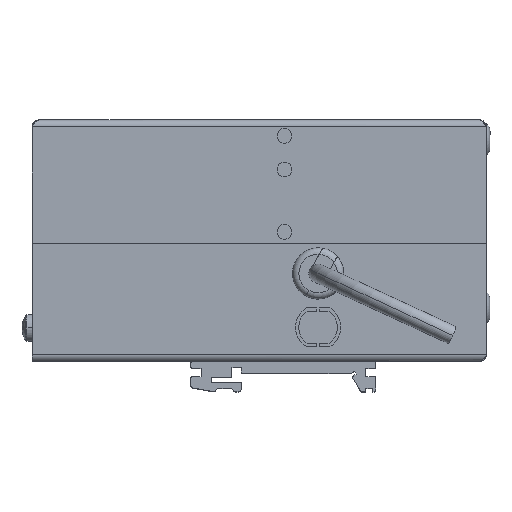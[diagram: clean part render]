
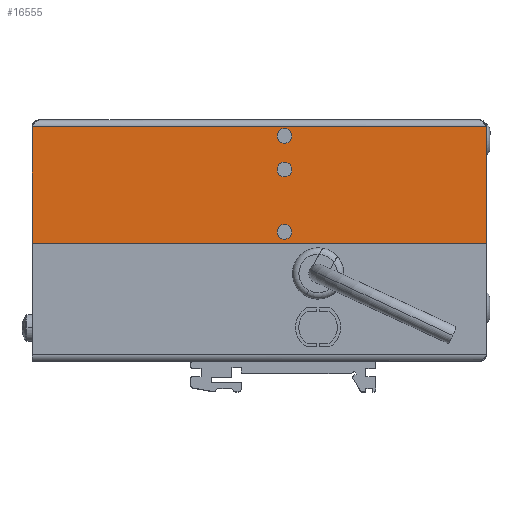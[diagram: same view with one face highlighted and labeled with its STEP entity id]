
A CAD part, top view. The second image highlights one B-rep face of the part: STEP entity #16555.
In plain terms, the highlighted face is planar.
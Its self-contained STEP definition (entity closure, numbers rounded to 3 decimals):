
#1960 = EDGE_LOOP ( 'NONE', ( #112602, #21985 ) ) ;
#4175 = CARTESIAN_POINT ( 'NONE',  ( 67.5, 36.75, -33.3 ) ) ;
#4847 = LINE ( 'NONE', #79775, #99745 ) ;
#6746 = EDGE_CURVE ( 'NONE', #132061, #27713, #101915, .T. ) ;
#8363 = CARTESIAN_POINT ( 'NONE',  ( 7.5, 4.75, -33.3 ) ) ;
#9676 = DIRECTION ( 'NONE',  ( 0., 0., -1. ) ) ;
#11193 = ORIENTED_EDGE ( 'NONE', *, *, #100491, .F. ) ;
#11698 = EDGE_LOOP ( 'NONE', ( #93816, #11193 ) ) ;
#12187 = DIRECTION ( 'NONE',  ( 0., 0., -1. ) ) ;
#15852 = CIRCLE ( 'NONE', #26718, 2.2 ) ;
#16555 = ADVANCED_FACE ( 'NONE', ( #99174, #76216, #38638, #133548 ), #78462, .F. ) ;
#17847 = VERTEX_POINT ( 'NONE', #91661 ) ;
#17849 = CARTESIAN_POINT ( 'NONE',  ( 7.5, 16.95, -33.3 ) ) ;
#19732 = DIRECTION ( 'NONE',  ( 0., 1., 0. ) ) ;
#21985 = ORIENTED_EDGE ( 'NONE', *, *, #77726, .F. ) ;
#22787 = EDGE_CURVE ( 'NONE', #40618, #93662, #130391, .T. ) ;
#25818 = VERTEX_POINT ( 'NONE', #62771 ) ;
#26718 = AXIS2_PLACEMENT_3D ( 'NONE', #84437, #127111, #33265 ) ;
#26889 = CARTESIAN_POINT ( 'NONE',  ( 67.5, 36.75, -33.3 ) ) ;
#27161 = DIRECTION ( 'NONE',  ( 0., 0., -1. ) ) ;
#27713 = VERTEX_POINT ( 'NONE', #17849 ) ;
#28080 = EDGE_LOOP ( 'NONE', ( #51998, #108553 ) ) ;
#28228 = DIRECTION ( 'NONE',  ( 0., 0., 1. ) ) ;
#30362 = CARTESIAN_POINT ( 'NONE',  ( 67.5, 36.75, -33.3 ) ) ;
#32704 = DIRECTION ( 'NONE',  ( 0., 1., 0. ) ) ;
#33265 = DIRECTION ( 'NONE',  ( 0., 1., 0. ) ) ;
#38638 = FACE_BOUND ( 'NONE', #28080, .T. ) ;
#38955 = EDGE_CURVE ( 'NONE', #27713, #132061, #15852, .T. ) ;
#39967 = CARTESIAN_POINT ( 'NONE',  ( 7.5, 2.55, -33.3 ) ) ;
#40618 = VERTEX_POINT ( 'NONE', #120962 ) ;
#43258 = VERTEX_POINT ( 'NONE', #83199 ) ;
#47536 = CIRCLE ( 'NONE', #91598, 2.2 ) ;
#49289 = CARTESIAN_POINT ( 'NONE',  ( 7.5, 31.05, -33.3 ) ) ;
#50738 = ORIENTED_EDGE ( 'NONE', *, *, #62829, .T. ) ;
#50754 = CIRCLE ( 'NONE', #67974, 2.2 ) ;
#51998 = ORIENTED_EDGE ( 'NONE', *, *, #38955, .F. ) ;
#58362 = LINE ( 'NONE', #59837, #120872 ) ;
#59837 = CARTESIAN_POINT ( 'NONE',  ( 67.5, 2., -33.3 ) ) ;
#60951 = CIRCLE ( 'NONE', #85885, 2.2 ) ;
#61033 = EDGE_CURVE ( 'NONE', #72856, #88161, #60951, .T. ) ;
#61215 = EDGE_CURVE ( 'NONE', #25818, #88909, #79008, .T. ) ;
#62207 = AXIS2_PLACEMENT_3D ( 'NONE', #26889, #28228, #110559 ) ;
#62771 = CARTESIAN_POINT ( 'NONE',  ( -67.5, 36.75, -33.3 ) ) ;
#62829 = EDGE_CURVE ( 'NONE', #43258, #25818, #4847, .T. ) ;
#64409 = DIRECTION ( 'NONE',  ( 0., 0., -1. ) ) ;
#66755 = ORIENTED_EDGE ( 'NONE', *, *, #125546, .T. ) ;
#67974 = AXIS2_PLACEMENT_3D ( 'NONE', #89731, #27161, #82804 ) ;
#68246 = DIRECTION ( 'NONE',  ( 0., 1., 0. ) ) ;
#71392 = CARTESIAN_POINT ( 'NONE',  ( 7.5, 35.45, -33.3 ) ) ;
#72856 = VERTEX_POINT ( 'NONE', #71392 ) ;
#74068 = AXIS2_PLACEMENT_3D ( 'NONE', #100380, #99461, #68246 ) ;
#74414 = EDGE_LOOP ( 'NONE', ( #94517, #50738, #128641, #66755 ) ) ;
#76100 = VECTOR ( 'NONE', #98580, 1000. ) ;
#76216 = FACE_BOUND ( 'NONE', #11698, .T. ) ;
#77726 = EDGE_CURVE ( 'NONE', #93662, #40618, #47536, .T. ) ;
#78462 = PLANE ( 'NONE',  #62207 ) ;
#78995 = EDGE_CURVE ( 'NONE', #43258, #17847, #58362, .T. ) ;
#79008 = LINE ( 'NONE', #4175, #134712 ) ;
#79775 = CARTESIAN_POINT ( 'NONE',  ( -67.5, 36.75, -33.3 ) ) ;
#82804 = DIRECTION ( 'NONE',  ( 0., 1., 0. ) ) ;
#83199 = CARTESIAN_POINT ( 'NONE',  ( -67.5, 2., -33.3 ) ) ;
#84437 = CARTESIAN_POINT ( 'NONE',  ( 7.5, 14.75, -33.3 ) ) ;
#85885 = AXIS2_PLACEMENT_3D ( 'NONE', #128164, #64409, #94662 ) ;
#88161 = VERTEX_POINT ( 'NONE', #49289 ) ;
#88909 = VERTEX_POINT ( 'NONE', #30362 ) ;
#89731 = CARTESIAN_POINT ( 'NONE',  ( 7.5, 33.25, -33.3 ) ) ;
#91598 = AXIS2_PLACEMENT_3D ( 'NONE', #8363, #9676, #19732 ) ;
#91661 = CARTESIAN_POINT ( 'NONE',  ( 67.5, 2., -33.3 ) ) ;
#93662 = VERTEX_POINT ( 'NONE', #39967 ) ;
#93816 = ORIENTED_EDGE ( 'NONE', *, *, #61033, .F. ) ;
#94517 = ORIENTED_EDGE ( 'NONE', *, *, #78995, .F. ) ;
#94662 = DIRECTION ( 'NONE',  ( 0., 1., 0. ) ) ;
#98365 = DIRECTION ( 'NONE',  ( 1., 0., 0. ) ) ;
#98580 = DIRECTION ( 'NONE',  ( 0., -1., 0. ) ) ;
#99174 = FACE_BOUND ( 'NONE', #1960, .T. ) ;
#99461 = DIRECTION ( 'NONE',  ( 0., 0., -1. ) ) ;
#99745 = VECTOR ( 'NONE', #104071, 1000. ) ;
#100380 = CARTESIAN_POINT ( 'NONE',  ( 7.5, 14.75, -33.3 ) ) ;
#100491 = EDGE_CURVE ( 'NONE', #88161, #72856, #50754, .T. ) ;
#101915 = CIRCLE ( 'NONE', #74068, 2.2 ) ;
#104071 = DIRECTION ( 'NONE',  ( 0., 1., 0. ) ) ;
#105732 = LINE ( 'NONE', #120110, #76100 ) ;
#108553 = ORIENTED_EDGE ( 'NONE', *, *, #6746, .F. ) ;
#110559 = DIRECTION ( 'NONE',  ( 0., -1., 0. ) ) ;
#112143 = DIRECTION ( 'NONE',  ( 1., 0., 0. ) ) ;
#112602 = ORIENTED_EDGE ( 'NONE', *, *, #22787, .F. ) ;
#112933 = AXIS2_PLACEMENT_3D ( 'NONE', #125651, #12187, #32704 ) ;
#120110 = CARTESIAN_POINT ( 'NONE',  ( 67.5, 36.75, -33.3 ) ) ;
#120872 = VECTOR ( 'NONE', #112143, 1000. ) ;
#120962 = CARTESIAN_POINT ( 'NONE',  ( 7.5, 6.95, -33.3 ) ) ;
#123457 = CARTESIAN_POINT ( 'NONE',  ( 7.5, 12.55, -33.3 ) ) ;
#125546 = EDGE_CURVE ( 'NONE', #88909, #17847, #105732, .T. ) ;
#125651 = CARTESIAN_POINT ( 'NONE',  ( 7.5, 4.75, -33.3 ) ) ;
#127111 = DIRECTION ( 'NONE',  ( 0., 0., -1. ) ) ;
#128164 = CARTESIAN_POINT ( 'NONE',  ( 7.5, 33.25, -33.3 ) ) ;
#128641 = ORIENTED_EDGE ( 'NONE', *, *, #61215, .T. ) ;
#130391 = CIRCLE ( 'NONE', #112933, 2.2 ) ;
#132061 = VERTEX_POINT ( 'NONE', #123457 ) ;
#133548 = FACE_OUTER_BOUND ( 'NONE', #74414, .T. ) ;
#134712 = VECTOR ( 'NONE', #98365, 1000. ) ;
